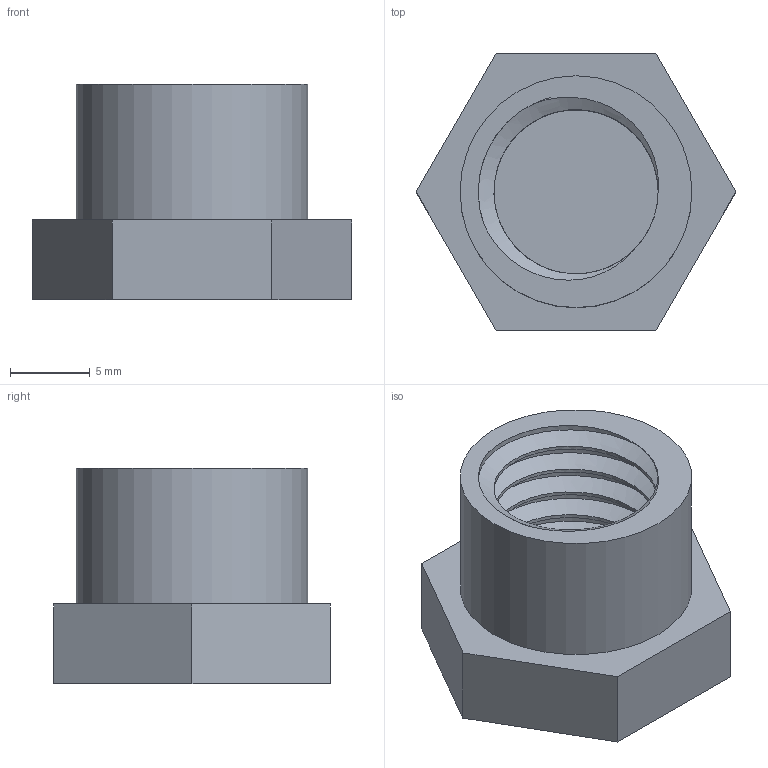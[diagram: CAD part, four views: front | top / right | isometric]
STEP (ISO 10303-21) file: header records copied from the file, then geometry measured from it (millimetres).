
FILE_DESCRIPTION(/* description */ (''),/* implementation_level */ '2;1');
FILE_NAME(/* name */ 'Locking Pawl Female.step',/* time_stamp */ '2019-07-23T08:23:42-07:00',/* author */ (''),/* organization */ (''),/* preprocessor_version */ 'ST-DEVELOPER v18',/* originating_system */ 'Autodesk Translation Framework v8.2.0.1029',/* authorisation */ '');
FILE_SCHEMA (('AUTOMOTIVE_DESIGN { 1 0 10303 214 3 1 1 }'));
Length unit declared in the file: millimetre
Products named in the file (1): Locking Pawl Female
Bounding box: 20 x 17.32 x 13.5 mm (x, y, z)
Volume: 1686.1 mm3; surface area: 1791.6 mm2
Topology: 1 solids, 1 shells, 26 faces, 66 edges, 44 vertices
Faces by surface type: cylinder 14, plane 10, bspline 2
Full cylindrical faces by diameter (mm): 10.274 x5, 12.226 x5, 14.5 x1
Entity records: 2463 total; most frequent: CARTESIAN_POINT 1857, ORIENTED_EDGE 132, DIRECTION 92, EDGE_CURVE 66, VERTEX_POINT 44, AXIS2_PLACEMENT_3D 31, B_SPLINE_CURVE_WITH_KNOTS 30, LINE 30
